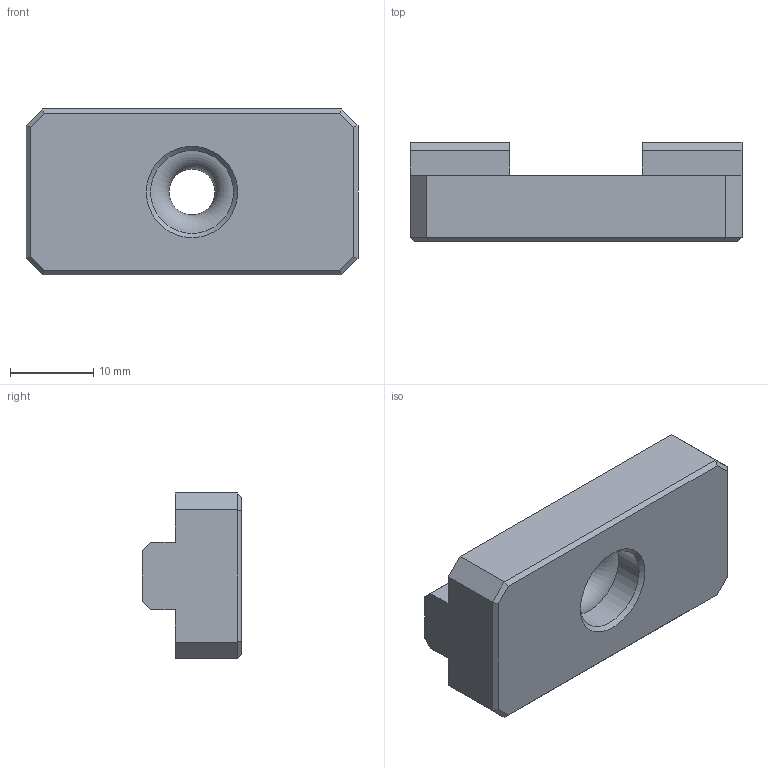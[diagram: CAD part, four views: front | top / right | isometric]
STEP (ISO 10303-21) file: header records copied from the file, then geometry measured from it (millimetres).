
FILE_DESCRIPTION(/* description */ (''),/* implementation_level */ '2;1');
FILE_NAME(/* name */ '02_29__XP_Bumper_Upper_Door___V1.0.step',/* time_stamp */ '2025-04-03T11:30:54+02:00',/* author */ (''),/* organization */ (''),/* preprocessor_version */ 'ST-DEVELOPER v20.1',/* originating_system */ 'Autodesk Translation Framework v14.4.0.0',/* authorisation */ '');
FILE_SCHEMA (('AUTOMOTIVE_DESIGN { 1 0 10303 214 3 1 1 }'));
Length unit declared in the file: millimetre
Products named in the file (1): 02_29__XP_Bumper_Upper_Door___V1.0
Bounding box: 40 x 12 x 20 mm (x, y, z)
Volume: 6634.9 mm3; surface area: 2884.7 mm2
Topology: 1 solids, 1 shells, 34 faces, 87 edges, 55 vertices
Faces by surface type: plane 30, cylinder 2, cone 1, torus 1
Full cylindrical faces by diameter (mm): 5.5 x1, 10 x1
Entity records: 1051 total; most frequent: CARTESIAN_POINT 177, ORIENTED_EDGE 174, DIRECTION 165, EDGE_CURVE 87, LINE 79, VECTOR 79, VERTEX_POINT 55, AXIS2_PLACEMENT_3D 43
